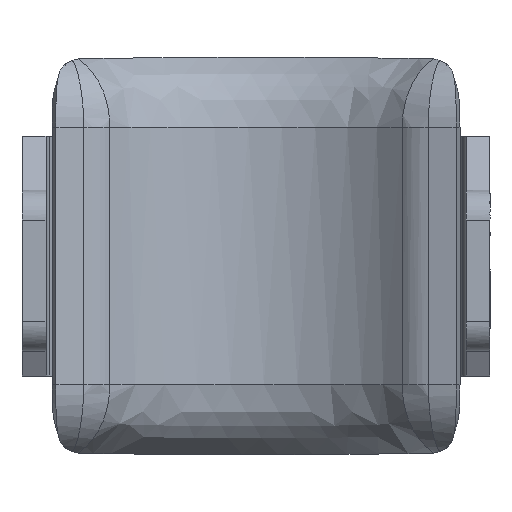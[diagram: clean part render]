
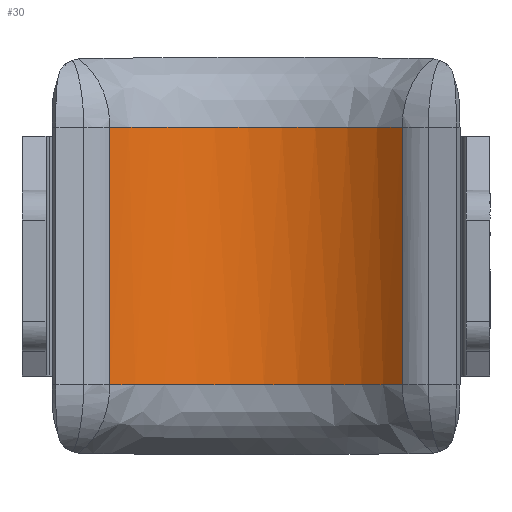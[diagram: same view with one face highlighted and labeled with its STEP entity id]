
A CAD part, front view. The second image highlights one B-rep face of the part: STEP entity #30.
In plain terms, the highlighted free-form (B-spline) face has degree [3, 1] with [34, 2] control points.
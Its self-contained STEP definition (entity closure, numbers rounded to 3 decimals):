
#30=ADVANCED_FACE('',(#168),#2066,.T.);
#168=FACE_OUTER_BOUND('',#306,.T.);
#306=EDGE_LOOP('',(#451,#452,#453,#454));
#451=ORIENTED_EDGE('',*,*,#1202,.T.);
#452=ORIENTED_EDGE('',*,*,#1121,.T.);
#453=ORIENTED_EDGE('',*,*,#1190,.T.);
#454=ORIENTED_EDGE('',*,*,#1122,.T.);
#1121=EDGE_CURVE('',#1796,#1797,#1638,.T.);
#1122=EDGE_CURVE('',#1798,#1795,#1639,.T.);
#1190=EDGE_CURVE('',#1797,#1798,#1668,.T.);
#1202=EDGE_CURVE('',#1795,#1796,#1673,.T.);
#1638=(
BOUNDED_CURVE()
B_SPLINE_CURVE(1,(#3726,#3727),.UNSPECIFIED.,.F.,.F.)
B_SPLINE_CURVE_WITH_KNOTS((2,2),(0.,21.44),.UNSPECIFIED.)
CURVE()
GEOMETRIC_REPRESENTATION_ITEM()
RATIONAL_B_SPLINE_CURVE((1.,1.))
REPRESENTATION_ITEM('')
);
#1639=(
BOUNDED_CURVE()
B_SPLINE_CURVE(1,(#3728,#3729),.UNSPECIFIED.,.F.,.F.)
B_SPLINE_CURVE_WITH_KNOTS((2,2),(-21.44,0.),.UNSPECIFIED.)
CURVE()
GEOMETRIC_REPRESENTATION_ITEM()
RATIONAL_B_SPLINE_CURVE((1.,1.))
REPRESENTATION_ITEM('')
);
#1668=(
BOUNDED_CURVE()
B_SPLINE_CURVE(2,(#4143,#4144,#4145,#4146,#4147),.UNSPECIFIED.,.F.,.F.)
B_SPLINE_CURVE_WITH_KNOTS((3,2,3),(0.,13.583,27.167),
 .UNSPECIFIED.)
CURVE()
GEOMETRIC_REPRESENTATION_ITEM()
RATIONAL_B_SPLINE_CURVE((1.,0.921,1.,0.921,1.))
REPRESENTATION_ITEM('')
);
#1673=(
BOUNDED_CURVE()
B_SPLINE_CURVE(2,(#4223,#4224,#4225,#4226,#4227),.UNSPECIFIED.,.F.,.F.)
B_SPLINE_CURVE_WITH_KNOTS((3,2,3),(-27.167,-13.583,
0.),.UNSPECIFIED.)
CURVE()
GEOMETRIC_REPRESENTATION_ITEM()
RATIONAL_B_SPLINE_CURVE((1.,0.921,1.,0.921,1.))
REPRESENTATION_ITEM('')
);
#1795=VERTEX_POINT('',#3670);
#1796=VERTEX_POINT('',#3671);
#1797=VERTEX_POINT('',#3672);
#1798=VERTEX_POINT('',#3673);
#2066=(
BOUNDED_SURFACE()
B_SPLINE_SURFACE(3,1,((#2356,#2357),(#2358,#2359),(#2360,#2361),(#2362,
#2363),(#2364,#2365),(#2366,#2367),(#2368,#2369),(#2370,#2371),(#2372,#2373),
(#2374,#2375),(#2376,#2377),(#2378,#2379),(#2380,#2381),(#2382,#2383),(#2384,
#2385),(#2386,#2387),(#2388,#2389),(#2390,#2391),(#2392,#2393),(#2394,#2395),
(#2396,#2397),(#2398,#2399),(#2400,#2401),(#2402,#2403),(#2404,#2405),(#2406,
#2407),(#2408,#2409),(#2410,#2411),(#2412,#2413),(#2414,#2415),(#2416,#2417),
(#2418,#2419),(#2420,#2421),(#2422,#2423)),.UNSPECIFIED.,.F.,.F.,.F.)
B_SPLINE_SURFACE_WITH_KNOTS((4,2,2,2,2,2,2,2,2,2,2,2,2,2,2,2,4),(2,2),(0.,
1.698,3.396,5.094,6.792,8.49,
10.188,11.885,13.583,15.281,16.979,
18.677,20.375,22.073,23.771,25.469,
27.167),(0.,21.44),.UNSPECIFIED.)
GEOMETRIC_REPRESENTATION_ITEM()
RATIONAL_B_SPLINE_SURFACE(((0.854,0.854),(0.854,
0.854),(0.854,0.854),(0.854,
0.854),(0.854,0.854),(0.854,
0.854),(0.854,0.854),(0.854,
0.854),(0.854,0.854),(0.854,
0.854),(0.854,0.854),(0.854,
0.854),(0.854,0.854),(0.854,
0.854),(0.854,0.854),(0.854,
0.854),(0.854,0.854),(0.854,
0.854),(0.854,0.854),(0.854,
0.854),(0.854,0.854),(0.854,
0.854),(0.854,0.854),(0.854,
0.854),(0.854,0.854),(0.854,
0.854),(0.854,0.854),(0.854,
0.854),(0.854,0.854),(0.854,
0.854),(0.854,0.854),(0.854,
0.854),(0.854,0.854),(0.854,
0.854)))
REPRESENTATION_ITEM('')
SURFACE()
);
#2356=CARTESIAN_POINT('',(12.183,-5.144,10.72));
#2357=CARTESIAN_POINT('',(12.183,-5.144,-10.72));
#2358=CARTESIAN_POINT('',(11.789,-4.738,10.72));
#2359=CARTESIAN_POINT('',(11.789,-4.738,-10.72));
#2360=CARTESIAN_POINT('',(11.374,-4.353,10.72));
#2361=CARTESIAN_POINT('',(11.374,-4.353,-10.72));
#2362=CARTESIAN_POINT('',(10.507,-3.624,10.72));
#2363=CARTESIAN_POINT('',(10.507,-3.624,-10.72));
#2364=CARTESIAN_POINT('',(10.056,-3.281,10.72));
#2365=CARTESIAN_POINT('',(10.056,-3.281,-10.72));
#2366=CARTESIAN_POINT('',(9.121,-2.643,10.72));
#2367=CARTESIAN_POINT('',(9.121,-2.643,-10.72));
#2368=CARTESIAN_POINT('',(8.638,-2.347,10.72));
#2369=CARTESIAN_POINT('',(8.638,-2.347,-10.72));
#2370=CARTESIAN_POINT('',(7.644,-1.805,10.72));
#2371=CARTESIAN_POINT('',(7.644,-1.805,-10.72));
#2372=CARTESIAN_POINT('',(7.134,-1.559,10.72));
#2373=CARTESIAN_POINT('',(7.134,-1.559,-10.72));
#2374=CARTESIAN_POINT('',(6.091,-1.119,10.72));
#2375=CARTESIAN_POINT('',(6.091,-1.119,-10.72));
#2376=CARTESIAN_POINT('',(5.559,-0.924,10.72));
#2377=CARTESIAN_POINT('',(5.559,-0.924,-10.72));
#2378=CARTESIAN_POINT('',(4.477,-0.59,10.72));
#2379=CARTESIAN_POINT('',(4.477,-0.59,-10.72));
#2380=CARTESIAN_POINT('',(3.928,-0.45,10.72));
#2381=CARTESIAN_POINT('',(3.928,-0.45,-10.72));
#2382=CARTESIAN_POINT('',(2.819,-0.226,10.72));
#2383=CARTESIAN_POINT('',(2.819,-0.226,-10.72));
#2384=CARTESIAN_POINT('',(2.258,-0.141,10.72));
#2385=CARTESIAN_POINT('',(2.258,-0.141,-10.72));
#2386=CARTESIAN_POINT('',(1.132,-0.028,10.72));
#2387=CARTESIAN_POINT('',(1.132,-0.028,-10.72));
#2388=CARTESIAN_POINT('',(0.566,0.,10.72));
#2389=CARTESIAN_POINT('',(0.566,0.,-10.72));
#2390=CARTESIAN_POINT('',(-0.566,0.,10.72));
#2391=CARTESIAN_POINT('',(-0.566,0.,-10.72));
#2392=CARTESIAN_POINT('',(-1.132,-0.028,10.72));
#2393=CARTESIAN_POINT('',(-1.132,-0.028,-10.72));
#2394=CARTESIAN_POINT('',(-2.258,-0.141,10.72));
#2395=CARTESIAN_POINT('',(-2.258,-0.141,-10.72));
#2396=CARTESIAN_POINT('',(-2.819,-0.226,10.72));
#2397=CARTESIAN_POINT('',(-2.819,-0.226,-10.72));
#2398=CARTESIAN_POINT('',(-3.928,-0.45,10.72));
#2399=CARTESIAN_POINT('',(-3.928,-0.45,-10.72));
#2400=CARTESIAN_POINT('',(-4.477,-0.59,10.72));
#2401=CARTESIAN_POINT('',(-4.477,-0.59,-10.72));
#2402=CARTESIAN_POINT('',(-5.559,-0.924,10.72));
#2403=CARTESIAN_POINT('',(-5.559,-0.924,-10.72));
#2404=CARTESIAN_POINT('',(-6.091,-1.119,10.72));
#2405=CARTESIAN_POINT('',(-6.091,-1.119,-10.72));
#2406=CARTESIAN_POINT('',(-7.134,-1.559,10.72));
#2407=CARTESIAN_POINT('',(-7.134,-1.559,-10.72));
#2408=CARTESIAN_POINT('',(-7.644,-1.805,10.72));
#2409=CARTESIAN_POINT('',(-7.644,-1.805,-10.72));
#2410=CARTESIAN_POINT('',(-8.638,-2.347,10.72));
#2411=CARTESIAN_POINT('',(-8.638,-2.347,-10.72));
#2412=CARTESIAN_POINT('',(-9.121,-2.643,10.72));
#2413=CARTESIAN_POINT('',(-9.121,-2.643,-10.72));
#2414=CARTESIAN_POINT('',(-10.056,-3.281,10.72));
#2415=CARTESIAN_POINT('',(-10.056,-3.281,-10.72));
#2416=CARTESIAN_POINT('',(-10.507,-3.624,10.72));
#2417=CARTESIAN_POINT('',(-10.507,-3.624,-10.72));
#2418=CARTESIAN_POINT('',(-11.374,-4.353,10.72));
#2419=CARTESIAN_POINT('',(-11.374,-4.353,-10.72));
#2420=CARTESIAN_POINT('',(-11.789,-4.738,10.72));
#2421=CARTESIAN_POINT('',(-11.789,-4.738,-10.72));
#2422=CARTESIAN_POINT('',(-12.183,-5.144,10.72));
#2423=CARTESIAN_POINT('',(-12.183,-5.144,-10.72));
#3670=CARTESIAN_POINT('',(12.183,-5.144,10.72));
#3671=CARTESIAN_POINT('',(-12.183,-5.144,10.72));
#3672=CARTESIAN_POINT('',(-12.183,-5.144,-10.72));
#3673=CARTESIAN_POINT('',(12.183,-5.144,-10.72));
#3726=CARTESIAN_POINT('',(-12.183,-5.144,10.72));
#3727=CARTESIAN_POINT('',(-12.183,-5.144,-10.72));
#3728=CARTESIAN_POINT('',(12.183,-5.144,-10.72));
#3729=CARTESIAN_POINT('',(12.183,-5.144,10.72));
#4143=CARTESIAN_POINT('',(-12.183,-5.144,-10.72));
#4144=CARTESIAN_POINT('',(-7.178,0.,-10.72));
#4145=CARTESIAN_POINT('',(0.,0.,-10.72));
#4146=CARTESIAN_POINT('',(7.178,0.,-10.72));
#4147=CARTESIAN_POINT('',(12.183,-5.144,-10.72));
#4223=CARTESIAN_POINT('',(12.183,-5.144,10.72));
#4224=CARTESIAN_POINT('',(7.178,0.,10.72));
#4225=CARTESIAN_POINT('',(0.,0.,10.72));
#4226=CARTESIAN_POINT('',(-7.178,0.,10.72));
#4227=CARTESIAN_POINT('',(-12.183,-5.144,10.72));
